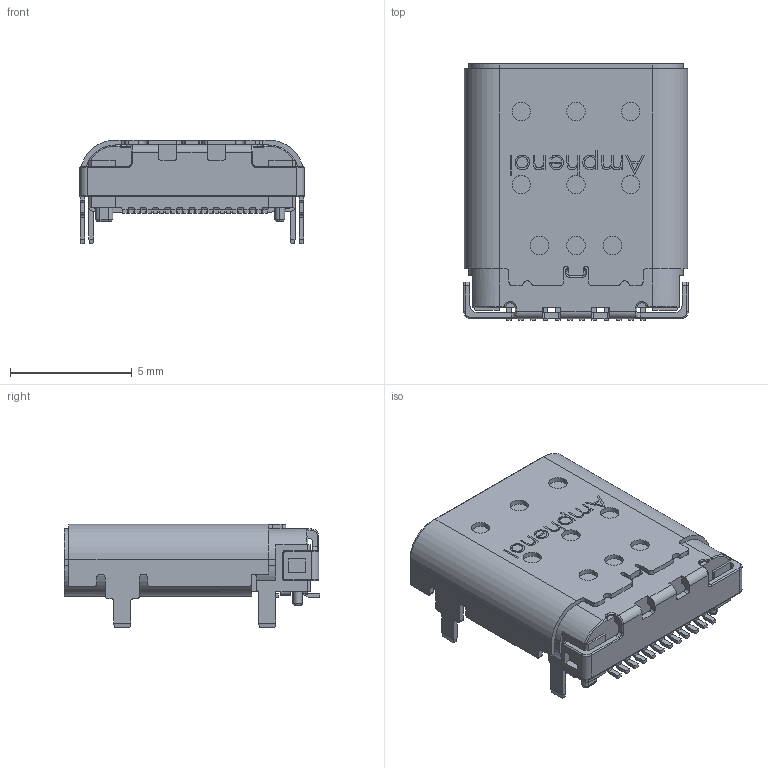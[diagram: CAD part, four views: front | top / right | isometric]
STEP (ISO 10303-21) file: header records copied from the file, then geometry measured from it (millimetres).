
FILE_DESCRIPTION (( 'STEP AP214' ), '1' );
FILE_NAME ('amphenol_12401832e402a.STEP', '2017-11-04T11:30:44', ( '' ), ( '' ), 'SwSTEP 2.0', 'SolidWorks 2016', '' );
FILE_SCHEMA (( 'AUTOMOTIVE_DESIGN' ));
Length unit declared in the file: millimetre
Products named in the file (2): 12401832E402A; amphenol_12401832e402a
Assembly tree (1 placements, depth 2):
  amphenol_12401832e402a
    12401832E402A
Bounding box: 9.2 x 10.5 x 4.26 mm (x, y, z)
Volume: 158.2 mm3; surface area: 564.1 mm2
Topology: 1 solids, 1 shells, 1034 faces, 2800 edges, 1807 vertices
Faces by surface type: plane 683, cylinder 253, bspline 50, cone 24, torus 22, sphere 2
Entity records: 42594 total; most frequent: CARTESIAN_POINT 9029, ORIENTED_EDGE 5600, DIRECTION 5040, EDGE_CURVE 2800, VECTOR 2076, LINE 2076, VERTEX_POINT 1807, AXIS2_PLACEMENT_3D 1482
